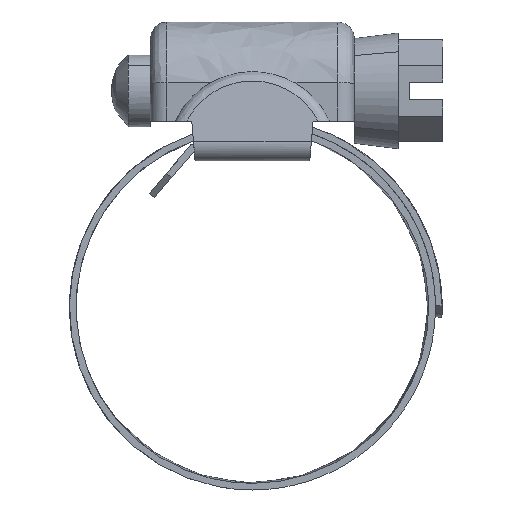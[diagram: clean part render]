
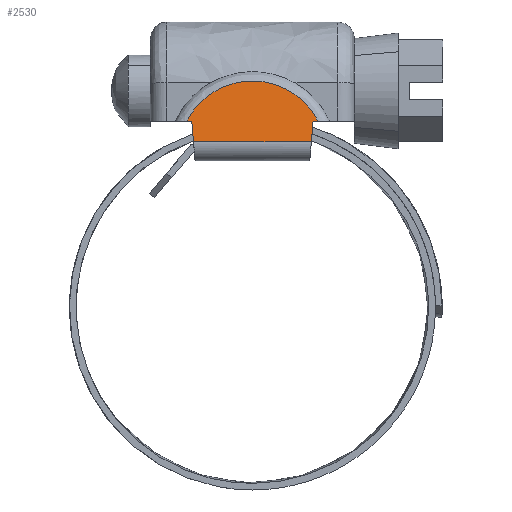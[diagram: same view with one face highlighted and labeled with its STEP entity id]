
A CAD part, front view. The second image highlights one B-rep face of the part: STEP entity #2530.
In plain terms, the highlighted free-form (B-spline) face has degree [1, 1] with [2, 2] control points.
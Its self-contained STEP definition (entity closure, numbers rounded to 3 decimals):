
#1454=CARTESIAN_POINT('',(-5.344,-7.786,11.202));
#1455=VERTEX_POINT('',#1454);
#1476=CARTESIAN_POINT('',(5.344,-7.786,11.202));
#1477=VERTEX_POINT('',#1476);
#1492=CARTESIAN_POINT('',(-5.344,-7.786,11.202));
#1493=CARTESIAN_POINT('',(5.344,-7.786,11.202));
#1494=QUASI_UNIFORM_CURVE('',1,(#1492,#1493),.UNSPECIFIED.,.F.,.U.);
#1495=EDGE_CURVE('',#1455,#1477,#1494,.T.);
#1687=CARTESIAN_POINT('',(-5.962,-7.502,13.077));
#1688=VERTEX_POINT('',#1687);
#1712=CARTESIAN_POINT('',(5.962,-7.502,13.077));
#1713=VERTEX_POINT('',#1712);
#1714=CARTESIAN_POINT('',(5.962,-7.502,13.077));
#1715=CARTESIAN_POINT('',(4.098,-6.948,16.727));
#1716=CARTESIAN_POINT('',(0.,-6.948,16.727));
#1717=CARTESIAN_POINT('',(-4.098,-6.948,16.727));
#1718=CARTESIAN_POINT('',(-5.962,-7.502,13.077));
#1726=(BOUNDED_CURVE()B_SPLINE_CURVE(2,(#1714,#1715,#1716,#1717,#1718),.UNSPECIFIED.,.F.,.U.)B_SPLINE_CURVE_WITH_KNOTS((3,2,3),(0.0,0.5,1.0),.UNSPECIFIED.)CURVE()GEOMETRIC_REPRESENTATION_ITEM()RATIONAL_B_SPLINE_CURVE((1.0,0.853,1.0,0.853,1.0))REPRESENTATION_ITEM(''));
#1727=EDGE_CURVE('',#1713,#1688,#1726,.T.);
#2497=CARTESIAN_POINT('',(-6.558,-6.906,17.003));
#2498=CARTESIAN_POINT('',(-6.558,-7.828,10.926));
#2499=CARTESIAN_POINT('',(6.558,-6.906,17.003));
#2500=CARTESIAN_POINT('',(6.558,-7.828,10.926));
#2501=B_SPLINE_SURFACE_WITH_KNOTS('',1,1,((#2497,#2499),(#2498,#2500)),.UNSPECIFIED.,.F.,.F.,.U.,(2,2),(2,2),(0.0,6.147),(0.0,13.116),.UNSPECIFIED.);
#2502=CARTESIAN_POINT('',(-5.5,-7.502,13.077));
#2503=VERTEX_POINT('',#2502);
#2504=CARTESIAN_POINT('',(-5.5,-7.502,13.077));
#2505=CARTESIAN_POINT('',(-5.344,-7.786,11.202));
#2506=QUASI_UNIFORM_CURVE('',1,(#2504,#2505),.UNSPECIFIED.,.F.,.U.);
#2507=EDGE_CURVE('',#2503,#1455,#2506,.T.);
#2508=ORIENTED_EDGE('',*,*,#2507,.T.);
#2509=ORIENTED_EDGE('',*,*,#1495,.T.);
#2510=CARTESIAN_POINT('',(5.5,-7.502,13.077));
#2511=VERTEX_POINT('',#2510);
#2512=CARTESIAN_POINT('',(5.344,-7.786,11.202));
#2513=CARTESIAN_POINT('',(5.5,-7.502,13.077));
#2514=QUASI_UNIFORM_CURVE('',1,(#2512,#2513),.UNSPECIFIED.,.F.,.U.);
#2515=EDGE_CURVE('',#1477,#2511,#2514,.T.);
#2516=ORIENTED_EDGE('',*,*,#2515,.T.);
#2517=CARTESIAN_POINT('',(5.5,-7.502,13.077));
#2518=CARTESIAN_POINT('',(5.962,-7.502,13.077));
#2519=QUASI_UNIFORM_CURVE('',1,(#2517,#2518),.UNSPECIFIED.,.F.,.U.);
#2520=EDGE_CURVE('',#2511,#1713,#2519,.T.);
#2521=ORIENTED_EDGE('',*,*,#2520,.T.);
#2522=ORIENTED_EDGE('',*,*,#1727,.T.);
#2523=CARTESIAN_POINT('',(-5.962,-7.502,13.077));
#2524=CARTESIAN_POINT('',(-5.5,-7.502,13.077));
#2525=QUASI_UNIFORM_CURVE('',1,(#2523,#2524),.UNSPECIFIED.,.F.,.U.);
#2526=EDGE_CURVE('',#1688,#2503,#2525,.T.);
#2527=ORIENTED_EDGE('',*,*,#2526,.T.);
#2528=EDGE_LOOP('',(#2508,#2509,#2516,#2521,#2522,#2527));
#2529=FACE_OUTER_BOUND('',#2528,.T.);
#2530=ADVANCED_FACE('',(#2529),#2501,.T.);
